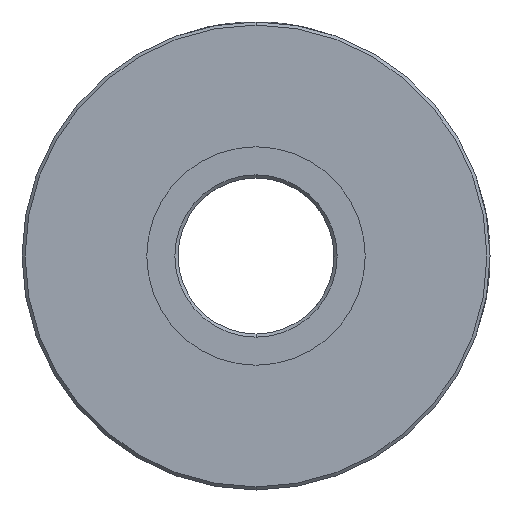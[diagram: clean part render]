
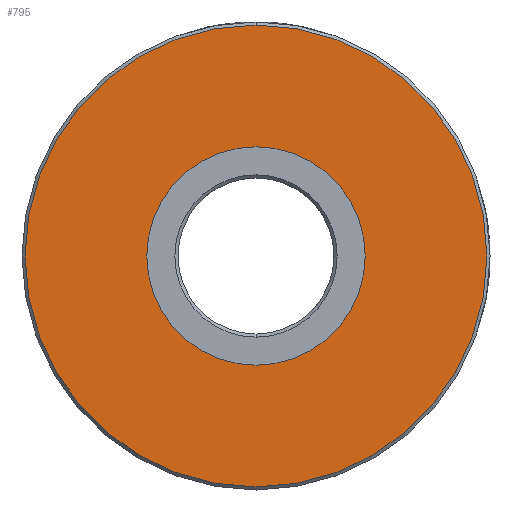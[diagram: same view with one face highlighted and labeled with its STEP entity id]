
A CAD part, front view. The second image highlights one B-rep face of the part: STEP entity #795.
In plain terms, the highlighted planar face has unit normal (0, -1, 0).
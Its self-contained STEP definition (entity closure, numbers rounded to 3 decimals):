
#143 = DIRECTION ( 'NONE',  ( 0., 0., -1. ) ) ;
#170 = CARTESIAN_POINT ( 'NONE',  ( 0., 0., 0. ) ) ;
#282 = CARTESIAN_POINT ( 'NONE',  ( 0., 0., 0. ) ) ;
#503 = AXIS2_PLACEMENT_3D ( 'NONE', #1909, #4958, #1376 ) ;
#543 = CARTESIAN_POINT ( 'NONE',  ( 0., 0., -7.4 ) ) ;
#601 = EDGE_CURVE ( 'NONE', #2204, #2924, #2516, .T. ) ;
#795 = ADVANCED_FACE ( 'NONE', ( #5882, #4390 ), #4819, .T. ) ;
#901 = EDGE_CURVE ( 'NONE', #1485, #2122, #5165, .T. ) ;
#1081 = EDGE_LOOP ( 'NONE', ( #2639, #1559 ) ) ;
#1091 = AXIS2_PLACEMENT_3D ( 'NONE', #1929, #5570, #6492 ) ;
#1144 = DIRECTION ( 'NONE',  ( 0., 0., -1. ) ) ;
#1360 = CARTESIAN_POINT ( 'NONE',  ( 0., 0., 7.4 ) ) ;
#1373 = DIRECTION ( 'NONE',  ( 0., 0., -1. ) ) ;
#1376 = DIRECTION ( 'NONE',  ( 0., 0., -1. ) ) ;
#1485 = VERTEX_POINT ( 'NONE', #4073 ) ;
#1559 = ORIENTED_EDGE ( 'NONE', *, *, #601, .T. ) ;
#1849 = CIRCLE ( 'NONE', #1091, 3.5 ) ;
#1909 = CARTESIAN_POINT ( 'NONE',  ( 0., 0., 0. ) ) ;
#1929 = CARTESIAN_POINT ( 'NONE',  ( 0., 0., 0. ) ) ;
#2108 = AXIS2_PLACEMENT_3D ( 'NONE', #282, #3664, #1144 ) ;
#2122 = VERTEX_POINT ( 'NONE', #6514 ) ;
#2204 = VERTEX_POINT ( 'NONE', #543 ) ;
#2516 = CIRCLE ( 'NONE', #503, 7.4 ) ;
#2639 = ORIENTED_EDGE ( 'NONE', *, *, #5513, .T. ) ;
#2764 = DIRECTION ( 'NONE',  ( 0., -1., 0. ) ) ;
#2924 = VERTEX_POINT ( 'NONE', #1360 ) ;
#3348 = CARTESIAN_POINT ( 'NONE',  ( 0., 0., 0. ) ) ;
#3413 = CIRCLE ( 'NONE', #6475, 7.4 ) ;
#3610 = ORIENTED_EDGE ( 'NONE', *, *, #3983, .F. ) ;
#3664 = DIRECTION ( 'NONE',  ( 0., -1., 0. ) ) ;
#3741 = EDGE_LOOP ( 'NONE', ( #5384, #3610 ) ) ;
#3983 = EDGE_CURVE ( 'NONE', #2122, #1485, #1849, .T. ) ;
#4073 = CARTESIAN_POINT ( 'NONE',  ( 0., 0., -3.5 ) ) ;
#4390 = FACE_BOUND ( 'NONE', #3741, .T. ) ;
#4819 = PLANE ( 'NONE',  #4874 ) ;
#4874 = AXIS2_PLACEMENT_3D ( 'NONE', #3348, #5910, #1373 ) ;
#4958 = DIRECTION ( 'NONE',  ( 0., -1., 0. ) ) ;
#5165 = CIRCLE ( 'NONE', #2108, 3.5 ) ;
#5384 = ORIENTED_EDGE ( 'NONE', *, *, #901, .F. ) ;
#5513 = EDGE_CURVE ( 'NONE', #2924, #2204, #3413, .T. ) ;
#5570 = DIRECTION ( 'NONE',  ( 0., -1., 0. ) ) ;
#5882 = FACE_OUTER_BOUND ( 'NONE', #1081, .T. ) ;
#5910 = DIRECTION ( 'NONE',  ( 0., -1., 0. ) ) ;
#6475 = AXIS2_PLACEMENT_3D ( 'NONE', #170, #2764, #143 ) ;
#6492 = DIRECTION ( 'NONE',  ( 0., 0., -1. ) ) ;
#6514 = CARTESIAN_POINT ( 'NONE',  ( 0., 0., 3.5 ) ) ;
